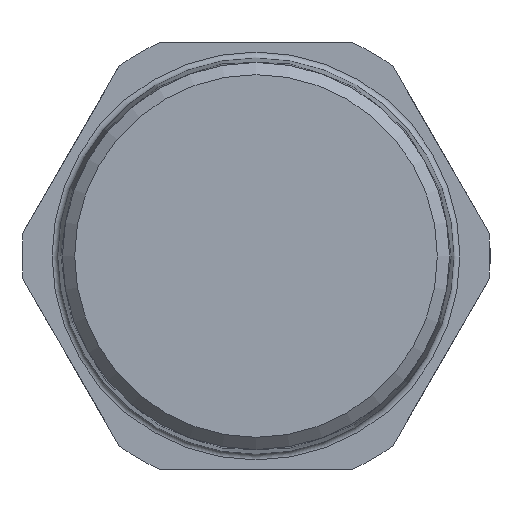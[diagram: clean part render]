
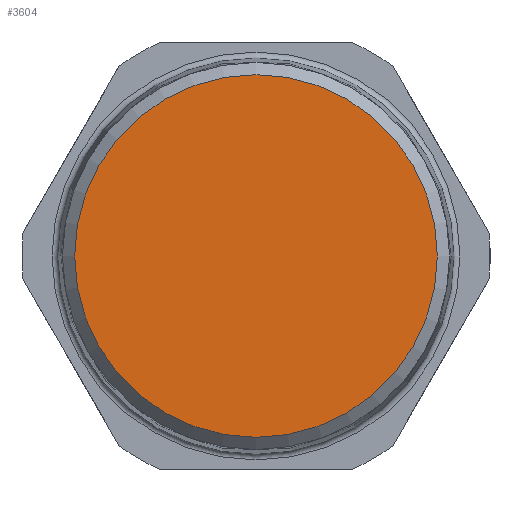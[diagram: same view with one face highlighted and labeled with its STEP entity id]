
A CAD part, left-side view. The second image highlights one B-rep face of the part: STEP entity #3604.
In plain terms, the highlighted planar face has unit normal (-1, 0, 0).
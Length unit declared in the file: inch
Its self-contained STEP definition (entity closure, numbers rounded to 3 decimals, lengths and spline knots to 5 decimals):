
#706=FACE_OUTER_BOUND('',#901,.T.);
#901=EDGE_LOOP('',(#3032));
#1168=CIRCLE('',#4061,0.60226);
#1523=VERTEX_POINT('',#7323);
#2034=EDGE_CURVE('',#1523,#1523,#1168,.T.);
#3032=ORIENTED_EDGE('',*,*,#2034,.F.);
#3236=PLANE('',#4060);
#3604=ADVANCED_FACE('',(#706),#3236,.T.);
#4060=AXIS2_PLACEMENT_3D('',#7322,#5053,#5054);
#4061=AXIS2_PLACEMENT_3D('',#7324,#5055,#5056);
#5053=DIRECTION('center_axis',(-1.,0.,0.));
#5054=DIRECTION('ref_axis',(0.,0.,1.));
#5055=DIRECTION('center_axis',(1.,0.,0.));
#5056=DIRECTION('ref_axis',(0.,-1.,0.));
#7322=CARTESIAN_POINT('Origin',(-0.96358,0.64163,0.));
#7323=CARTESIAN_POINT('',(-0.96358,0.60226,0.));
#7324=CARTESIAN_POINT('Origin',(-0.96358,0.,0.));
